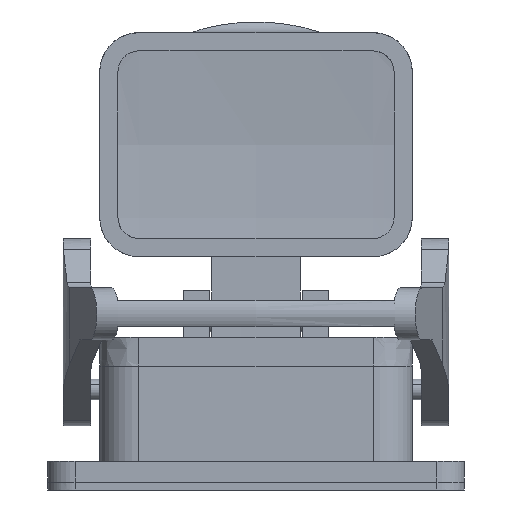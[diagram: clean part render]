
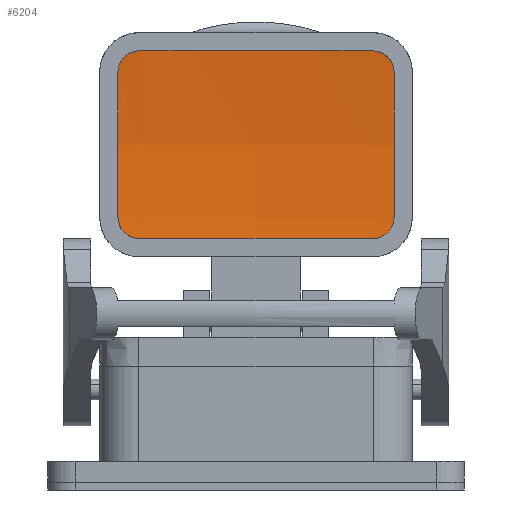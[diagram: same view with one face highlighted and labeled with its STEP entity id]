
A CAD part, left-side view. The second image highlights one B-rep face of the part: STEP entity #6204.
In plain terms, the highlighted face is a revolution surface.
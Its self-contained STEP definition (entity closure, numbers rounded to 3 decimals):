
#5951=CARTESIAN_POINT('Control Point',(84.77,28.09,84.3)) ;
#5952=CARTESIAN_POINT('Control Point',(84.93,36.029,84.3)) ;
#5953=CARTESIAN_POINT('Control Point',(84.93,43.971,84.3)) ;
#5954=CARTESIAN_POINT('Control Point',(84.77,51.91,84.3)) ;
#5955=CARTESIAN_POINT('Vertex',(84.77,28.09,84.3)) ;
#5957=CARTESIAN_POINT('Vertex',(84.77,51.91,84.3)) ;
#5961=CARTESIAN_POINT('Control Point',(84.462,17.5,84.3)) ;
#5962=CARTESIAN_POINT('Control Point',(84.596,21.029,84.3)) ;
#5963=CARTESIAN_POINT('Control Point',(84.699,24.559,84.3)) ;
#5964=CARTESIAN_POINT('Control Point',(84.77,28.09,84.3)) ;
#5965=CARTESIAN_POINT('Vertex',(84.462,17.5,84.3)) ;
#5977=CARTESIAN_POINT('Vertex',(84.462,62.5,84.3)) ;
#5981=CARTESIAN_POINT('Control Point',(84.77,51.91,84.3)) ;
#5982=CARTESIAN_POINT('Control Point',(84.699,55.441,84.3)) ;
#5983=CARTESIAN_POINT('Control Point',(84.596,58.971,84.3)) ;
#5984=CARTESIAN_POINT('Control Point',(84.462,62.5,84.3)) ;
#6006=CARTESIAN_POINT('Vertex',(84.738,66.5,80.3)) ;
#6010=CARTESIAN_POINT('Control Point',(84.738,66.5,80.3)) ;
#6011=CARTESIAN_POINT('Control Point',(84.617,66.5,81.552)) ;
#6012=CARTESIAN_POINT('Control Point',(84.505,66.012,82.805)) ;
#6013=CARTESIAN_POINT('Control Point',(84.424,65.024,83.805)) ;
#6014=CARTESIAN_POINT('Control Point',(84.414,63.76,84.3)) ;
#6015=CARTESIAN_POINT('Control Point',(84.462,62.5,84.3)) ;
#6033=CARTESIAN_POINT('Vertex',(84.738,66.5,52.3)) ;
#6037=CARTESIAN_POINT('Control Point',(84.738,66.5,52.3)) ;
#6038=CARTESIAN_POINT('Control Point',(85.635,66.5,61.605)) ;
#6039=CARTESIAN_POINT('Control Point',(85.635,66.5,70.995)) ;
#6040=CARTESIAN_POINT('Control Point',(84.738,66.5,80.3)) ;
#6058=CARTESIAN_POINT('Vertex',(84.462,62.5,48.3)) ;
#6062=CARTESIAN_POINT('Control Point',(84.738,66.5,52.3)) ;
#6063=CARTESIAN_POINT('Control Point',(84.617,66.5,51.048)) ;
#6064=CARTESIAN_POINT('Control Point',(84.505,66.012,49.795)) ;
#6065=CARTESIAN_POINT('Control Point',(84.424,65.024,48.795)) ;
#6066=CARTESIAN_POINT('Control Point',(84.414,63.76,48.3)) ;
#6067=CARTESIAN_POINT('Control Point',(84.462,62.5,48.3)) ;
#6082=CARTESIAN_POINT('Control Point',(84.462,62.5,48.3)) ;
#6083=CARTESIAN_POINT('Control Point',(85.033,47.507,48.3)) ;
#6084=CARTESIAN_POINT('Control Point',(85.033,32.493,48.3)) ;
#6085=CARTESIAN_POINT('Control Point',(84.462,17.5,48.3)) ;
#6086=CARTESIAN_POINT('Vertex',(84.462,17.5,48.3)) ;
#6107=CARTESIAN_POINT('Control Point',(84.738,13.5,52.3)) ;
#6108=CARTESIAN_POINT('Control Point',(84.617,13.5,51.048)) ;
#6109=CARTESIAN_POINT('Control Point',(84.505,13.988,49.795)) ;
#6110=CARTESIAN_POINT('Control Point',(84.424,14.976,48.795)) ;
#6111=CARTESIAN_POINT('Control Point',(84.414,16.24,48.3)) ;
#6112=CARTESIAN_POINT('Control Point',(84.462,17.5,48.3)) ;
#6113=CARTESIAN_POINT('Vertex',(84.738,13.5,52.3)) ;
#6137=CARTESIAN_POINT('Vertex',(84.738,13.5,80.3)) ;
#6141=CARTESIAN_POINT('Control Point',(84.738,13.5,80.3)) ;
#6142=CARTESIAN_POINT('Control Point',(85.635,13.5,70.995)) ;
#6143=CARTESIAN_POINT('Control Point',(85.635,13.5,61.605)) ;
#6144=CARTESIAN_POINT('Control Point',(84.738,13.5,52.3)) ;
#6159=CARTESIAN_POINT('Control Point',(84.462,17.5,84.3)) ;
#6160=CARTESIAN_POINT('Control Point',(84.414,16.24,84.3)) ;
#6161=CARTESIAN_POINT('Control Point',(84.424,14.977,83.805)) ;
#6162=CARTESIAN_POINT('Control Point',(84.505,13.988,82.805)) ;
#6163=CARTESIAN_POINT('Control Point',(84.617,13.5,81.552)) ;
#6164=CARTESIAN_POINT('Control Point',(84.738,13.5,80.3)) ;
#6184=CARTESIAN_POINT('Control Point',(85.399,66.78,66.3)) ;
#6185=CARTESIAN_POINT('Control Point',(86.2,48.939,66.3)) ;
#6186=CARTESIAN_POINT('Control Point',(86.2,31.061,66.3)) ;
#6187=CARTESIAN_POINT('Control Point',(85.399,13.22,66.3)) ;
#6188=CARTESIAN_POINT('Axis1P Location',(-60.5,40.,66.3)) ;
#6189=DIRECTION('Axis1P Direction',(0.,1.,0.)) ;
#6190=AXIS1_PLACEMENT('Revolution Surface Axis1P',#6188,#6189) ;
#6193=ORIENTED_EDGE('',*,*,#5959,.T.) ;
#6194=ORIENTED_EDGE('',*,*,#5985,.T.) ;
#6195=ORIENTED_EDGE('',*,*,#6016,.F.) ;
#6196=ORIENTED_EDGE('',*,*,#6041,.F.) ;
#6197=ORIENTED_EDGE('',*,*,#6068,.T.) ;
#6198=ORIENTED_EDGE('',*,*,#6088,.T.) ;
#6199=ORIENTED_EDGE('',*,*,#6115,.F.) ;
#6200=ORIENTED_EDGE('',*,*,#6145,.F.) ;
#6201=ORIENTED_EDGE('',*,*,#6165,.F.) ;
#6202=ORIENTED_EDGE('',*,*,#5967,.T.) ;
#6204=ADVANCED_FACE('Hauptk\X2\00F6\X0\rper',(#6203),#6191,.T.) ;
#5950=B_SPLINE_CURVE_WITH_KNOTS('',3,(#5951,#5952,#5953,#5954),.UNSPECIFIED.,.F.,.U.,(4,4),(2.965,36.753),.UNSPECIFIED.) ;
#5960=B_SPLINE_CURVE_WITH_KNOTS('',3,(#5961,#5962,#5963,#5964),.UNSPECIFIED.,.F.,.U.,(4,4),(0.,15.027),.UNSPECIFIED.) ;
#5980=B_SPLINE_CURVE_WITH_KNOTS('',3,(#5981,#5982,#5983,#5984),.UNSPECIFIED.,.F.,.U.,(4,4),(48.814,63.841),.UNSPECIFIED.) ;
#6009=B_SPLINE_CURVE_WITH_KNOTS('',5,(#6010,#6011,#6012,#6013,#6014,#6015),.UNSPECIFIED.,.F.,.U.,(6,6),(0.,13.409),.UNSPECIFIED.) ;
#6036=B_SPLINE_CURVE_WITH_KNOTS('',3,(#6037,#6038,#6039,#6040),.UNSPECIFIED.,.F.,.U.,(4,4),(0.,40.167),.UNSPECIFIED.) ;
#6061=B_SPLINE_CURVE_WITH_KNOTS('',5,(#6062,#6063,#6064,#6065,#6066,#6067),.UNSPECIFIED.,.F.,.U.,(6,6),(0.,13.409),.UNSPECIFIED.) ;
#6081=B_SPLINE_CURVE_WITH_KNOTS('',3,(#6082,#6083,#6084,#6085),.UNSPECIFIED.,.F.,.U.,(4,4),(0.,63.842),.UNSPECIFIED.) ;
#6106=B_SPLINE_CURVE_WITH_KNOTS('',5,(#6107,#6108,#6109,#6110,#6111,#6112),.UNSPECIFIED.,.F.,.U.,(6,6),(0.,13.409),.UNSPECIFIED.) ;
#6140=B_SPLINE_CURVE_WITH_KNOTS('',3,(#6141,#6142,#6143,#6144),.UNSPECIFIED.,.F.,.U.,(4,4),(0.,40.167),.UNSPECIFIED.) ;
#6158=B_SPLINE_CURVE_WITH_KNOTS('',5,(#6159,#6160,#6161,#6162,#6163,#6164),.UNSPECIFIED.,.F.,.U.,(6,6),(0.,13.409),.UNSPECIFIED.) ;
#6183=B_SPLINE_CURVE_WITH_KNOTS('',3,(#6184,#6185,#6186,#6187),.UNSPECIFIED.,.F.,.U.,(4,4),(915.531,969.424),.UNSPECIFIED.) ;
#5959=EDGE_CURVE('',#5956,#5958,#5950,.T.) ;
#5967=EDGE_CURVE('',#5966,#5956,#5960,.T.) ;
#5985=EDGE_CURVE('',#5958,#5978,#5980,.T.) ;
#6016=EDGE_CURVE('',#6007,#5978,#6009,.T.) ;
#6041=EDGE_CURVE('',#6034,#6007,#6036,.T.) ;
#6068=EDGE_CURVE('',#6034,#6059,#6061,.T.) ;
#6088=EDGE_CURVE('',#6059,#6087,#6081,.T.) ;
#6115=EDGE_CURVE('',#6114,#6087,#6106,.T.) ;
#6145=EDGE_CURVE('',#6138,#6114,#6140,.T.) ;
#6165=EDGE_CURVE('',#5966,#6138,#6158,.T.) ;
#6192=EDGE_LOOP('',(#6193,#6194,#6195,#6196,#6197,#6198,#6199,#6200,#6201,#6202)) ;
#6203=FACE_OUTER_BOUND('',#6192,.T.) ;
#6191=SURFACE_OF_REVOLUTION('Surface of Revolution',#6183,#6190) ;
#5956=VERTEX_POINT('',#5955) ;
#5958=VERTEX_POINT('',#5957) ;
#5966=VERTEX_POINT('',#5965) ;
#5978=VERTEX_POINT('',#5977) ;
#6007=VERTEX_POINT('',#6006) ;
#6034=VERTEX_POINT('',#6033) ;
#6059=VERTEX_POINT('',#6058) ;
#6087=VERTEX_POINT('',#6086) ;
#6114=VERTEX_POINT('',#6113) ;
#6138=VERTEX_POINT('',#6137) ;
